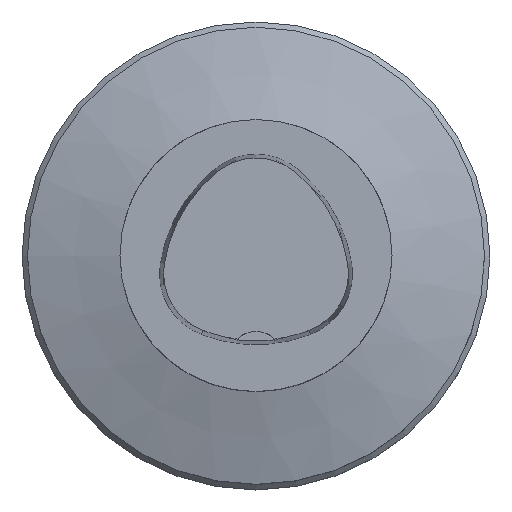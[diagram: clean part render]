
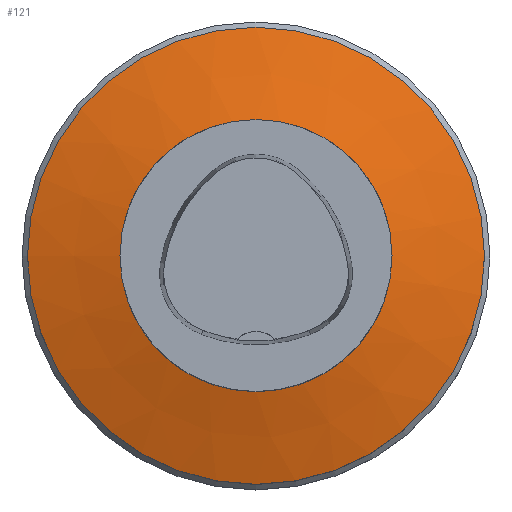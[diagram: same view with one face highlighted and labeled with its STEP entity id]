
A CAD part, top view. The second image highlights one B-rep face of the part: STEP entity #121.
In plain terms, the highlighted conical face has half-angle 73.58 degrees and reference radius 25 mm.
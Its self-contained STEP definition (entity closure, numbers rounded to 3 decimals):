
#68=CONICAL_SURFACE('',#628,25.,73.58);
#121=ADVANCED_FACE('',(#181,#182),#68,.T.);
#144=CIRCLE('',#587,25.);
#161=CIRCLE('',#627,42.);
#181=FACE_BOUND('',#234,.T.);
#182=FACE_BOUND('',#235,.T.);
#234=EDGE_LOOP('',(#366));
#235=EDGE_LOOP('',(#367));
#366=ORIENTED_EDGE('',*,*,#489,.T.);
#367=ORIENTED_EDGE('',*,*,#456,.F.);
#408=VERTEX_POINT('',#878);
#425=VERTEX_POINT('',#957);
#456=EDGE_CURVE('',#408,#408,#144,.T.);
#489=EDGE_CURVE('',#425,#425,#161,.T.);
#587=AXIS2_PLACEMENT_3D('',#877,#688,#689);
#627=AXIS2_PLACEMENT_3D('',#956,#782,#783);
#628=AXIS2_PLACEMENT_3D('',#958,#784,#785);
#688=DIRECTION('',(0.,0.,1.));
#689=DIRECTION('',(-1.,0.,0.));
#782=DIRECTION('',(0.,0.,1.));
#783=DIRECTION('',(-1.,0.,0.));
#784=DIRECTION('',(0.,0.,-1.));
#785=DIRECTION('',(1.,0.,0.));
#877=CARTESIAN_POINT('',(0.,0.,-22.));
#878=CARTESIAN_POINT('',(-25.,0.,-22.));
#956=CARTESIAN_POINT('',(0.,0.,-27.01));
#957=CARTESIAN_POINT('',(-42.,0.,-27.01));
#958=CARTESIAN_POINT('',(0.,0.,-22.));
